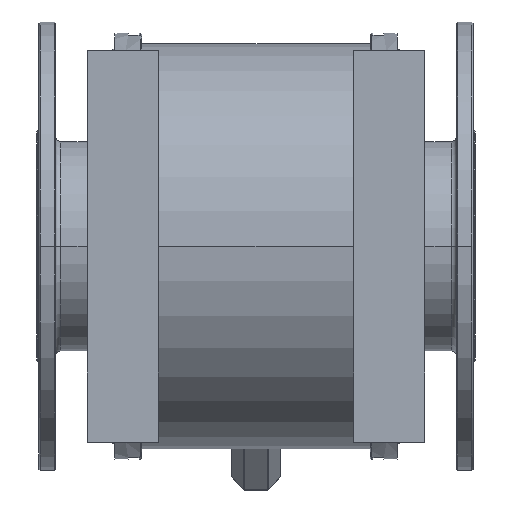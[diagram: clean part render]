
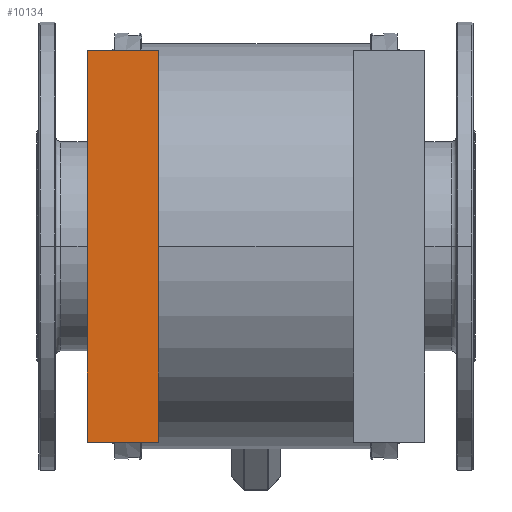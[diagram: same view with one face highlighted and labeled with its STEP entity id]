
A CAD part, front view. The second image highlights one B-rep face of the part: STEP entity #10134.
In plain terms, the highlighted planar face has unit normal (0, -1, 0).
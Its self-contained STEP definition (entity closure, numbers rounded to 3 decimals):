
#601 = CARTESIAN_POINT ( 'NONE',  ( -130., -205., 180. ) ) ;
#1893 = CARTESIAN_POINT ( 'NONE',  ( -155., -205., 180. ) ) ;
#2352 = CARTESIAN_POINT ( 'NONE',  ( -155., -205., -180. ) ) ;
#2403 = CARTESIAN_POINT ( 'NONE',  ( -90., -205., -180. ) ) ;
#2982 = EDGE_CURVE ( 'NONE', #9572, #3789, #6777, .T. ) ;
#3652 = CARTESIAN_POINT ( 'NONE',  ( -130., -205., -180. ) ) ;
#3789 = VERTEX_POINT ( 'NONE', #10222 ) ;
#4079 = AXIS2_PLACEMENT_3D ( 'NONE', #5258, #6411, #9397 ) ;
#4119 = PLANE ( 'NONE',  #4079 ) ;
#4613 = EDGE_LOOP ( 'NONE', ( #11359, #7194, #9962, #5943 ) ) ;
#4808 = DIRECTION ( 'NONE',  ( 1., 0., 0. ) ) ;
#4861 = EDGE_CURVE ( 'NONE', #12550, #9290, #10980, .T. ) ;
#4868 = DIRECTION ( 'NONE',  ( 1., 0., 0. ) ) ;
#4902 = CARTESIAN_POINT ( 'NONE',  ( -90., -205., -180. ) ) ;
#5258 = CARTESIAN_POINT ( 'NONE',  ( -130., -205., 0. ) ) ;
#5566 = VECTOR ( 'NONE', #11919, 1000. ) ;
#5810 = CARTESIAN_POINT ( 'NONE',  ( -155., -205., -180. ) ) ;
#5943 = ORIENTED_EDGE ( 'NONE', *, *, #7382, .F. ) ;
#6411 = DIRECTION ( 'NONE',  ( 0., 1., 0. ) ) ;
#6505 = EDGE_CURVE ( 'NONE', #9290, #3789, #8846, .T. ) ;
#6777 = LINE ( 'NONE', #601, #11907 ) ;
#7194 = ORIENTED_EDGE ( 'NONE', *, *, #6505, .T. ) ;
#7382 = EDGE_CURVE ( 'NONE', #12550, #9572, #8041, .T. ) ;
#7830 = DIRECTION ( 'NONE',  ( 0., 0., 1. ) ) ;
#8041 = LINE ( 'NONE', #5810, #10368 ) ;
#8846 = LINE ( 'NONE', #4902, #5566 ) ;
#9264 = VECTOR ( 'NONE', #4868, 1000. ) ;
#9290 = VERTEX_POINT ( 'NONE', #2403 ) ;
#9397 = DIRECTION ( 'NONE',  ( 0., 0., 1. ) ) ;
#9467 = FACE_OUTER_BOUND ( 'NONE', #4613, .T. ) ;
#9572 = VERTEX_POINT ( 'NONE', #1893 ) ;
#9962 = ORIENTED_EDGE ( 'NONE', *, *, #2982, .F. ) ;
#10134 = ADVANCED_FACE ( 'NONE', ( #9467 ), #4119, .F. ) ;
#10222 = CARTESIAN_POINT ( 'NONE',  ( -90., -205., 180. ) ) ;
#10368 = VECTOR ( 'NONE', #7830, 1000. ) ;
#10980 = LINE ( 'NONE', #3652, #9264 ) ;
#11359 = ORIENTED_EDGE ( 'NONE', *, *, #4861, .T. ) ;
#11907 = VECTOR ( 'NONE', #4808, 1000. ) ;
#11919 = DIRECTION ( 'NONE',  ( 0., 0., 1. ) ) ;
#12550 = VERTEX_POINT ( 'NONE', #2352 ) ;
